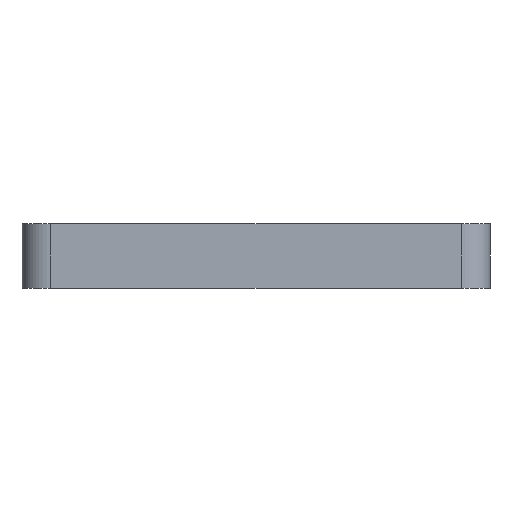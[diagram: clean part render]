
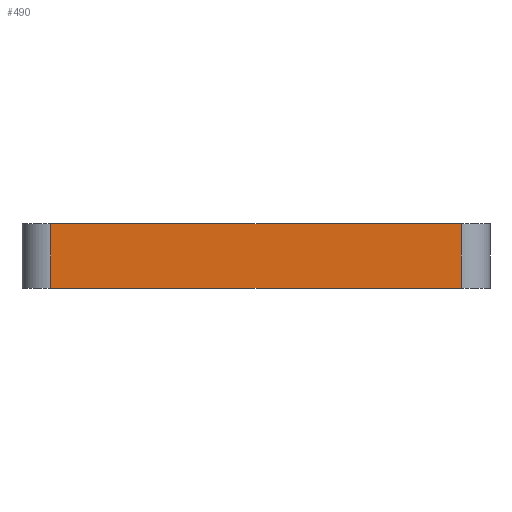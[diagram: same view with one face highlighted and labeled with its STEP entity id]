
A CAD part, front view. The second image highlights one B-rep face of the part: STEP entity #490.
In plain terms, the highlighted planar face has unit normal (0, -1, 0).
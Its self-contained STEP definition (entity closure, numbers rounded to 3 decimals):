
#21=PLANE('',#511);
#46=FACE_OUTER_BOUND('',#72,.T.);
#72=EDGE_LOOP('',(#389,#390,#391,#392));
#106=LINE('',#945,#138);
#107=LINE('',#948,#139);
#108=LINE('',#950,#140);
#109=LINE('',#951,#141);
#138=VECTOR('',#546,10.);
#139=VECTOR('',#549,10.);
#140=VECTOR('',#550,10.);
#141=VECTOR('',#551,10.);
#227=VERTEX_POINT('',#935);
#228=VERTEX_POINT('',#940);
#229=VERTEX_POINT('',#947);
#230=VERTEX_POINT('',#949);
#296=EDGE_CURVE('',#227,#228,#106,.T.);
#297=EDGE_CURVE('',#227,#229,#107,.T.);
#298=EDGE_CURVE('',#230,#228,#108,.T.);
#299=EDGE_CURVE('',#229,#230,#109,.T.);
#389=ORIENTED_EDGE('',*,*,#297,.F.);
#390=ORIENTED_EDGE('',*,*,#296,.T.);
#391=ORIENTED_EDGE('',*,*,#298,.F.);
#392=ORIENTED_EDGE('',*,*,#299,.F.);
#490=ADVANCED_FACE('',(#46),#21,.T.);
#511=AXIS2_PLACEMENT_3D('',#946,#547,#548);
#546=DIRECTION('',(0.,0.,1.));
#547=DIRECTION('center_axis',(0.,-1.,0.));
#548=DIRECTION('ref_axis',(1.,0.,0.));
#549=DIRECTION('',(-1.,0.,0.));
#550=DIRECTION('',(1.,0.,0.));
#551=DIRECTION('',(0.,0.,1.));
#935=CARTESIAN_POINT('',(3.807,23.526,0.));
#940=CARTESIAN_POINT('',(3.807,23.526,3.));
#945=CARTESIAN_POINT('',(3.807,23.526,0.));
#946=CARTESIAN_POINT('Origin',(-15.342,23.526,0.));
#947=CARTESIAN_POINT('',(-15.342,23.526,0.));
#948=CARTESIAN_POINT('',(3.807,23.526,0.));
#949=CARTESIAN_POINT('',(-15.342,23.526,3.));
#950=CARTESIAN_POINT('',(-10.555,23.526,3.));
#951=CARTESIAN_POINT('',(-15.342,23.526,0.));
